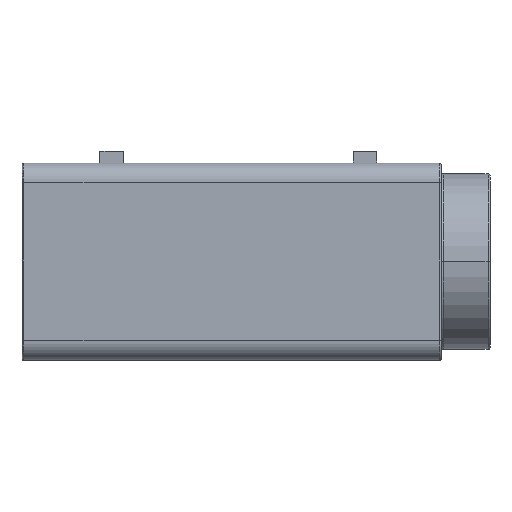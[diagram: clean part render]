
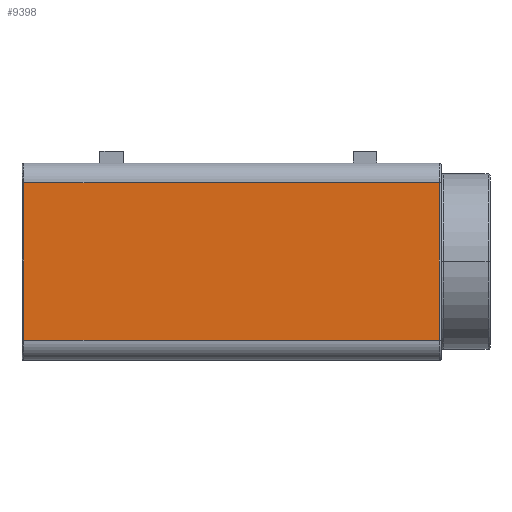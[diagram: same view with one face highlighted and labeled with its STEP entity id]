
A CAD part, top view. The second image highlights one B-rep face of the part: STEP entity #9398.
In plain terms, the highlighted planar face has unit normal (0, 0, 1).
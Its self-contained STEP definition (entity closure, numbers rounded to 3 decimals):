
#254 = VERTEX_POINT ( 'NONE', #3883 ) ;
#435 = LINE ( 'NONE', #3596, #4432 ) ;
#906 = ORIENTED_EDGE ( 'NONE', *, *, #9141, .T. ) ;
#1032 = ORIENTED_EDGE ( 'NONE', *, *, #7207, .T. ) ;
#1548 = DIRECTION ( 'NONE',  ( 1., 0., 0. ) ) ;
#1676 = EDGE_CURVE ( 'NONE', #2205, #12707, #12181, .T. ) ;
#2205 = VERTEX_POINT ( 'NONE', #8573 ) ;
#2359 = ORIENTED_EDGE ( 'NONE', *, *, #1676, .T. ) ;
#2517 = CARTESIAN_POINT ( 'NONE',  ( 0., 0., 12.7 ) ) ;
#2599 = CARTESIAN_POINT ( 'NONE',  ( 10.75, -4.05, 12.7 ) ) ;
#2919 = EDGE_CURVE ( 'NONE', #13188, #2205, #7089, .T. ) ;
#3104 = VECTOR ( 'NONE', #9084, 1000. ) ;
#3437 = DIRECTION ( 'NONE',  ( 1., 0., 0. ) ) ;
#3596 = CARTESIAN_POINT ( 'NONE',  ( -10.65, -4.05, 12.7 ) ) ;
#3883 = CARTESIAN_POINT ( 'NONE',  ( -10.65, 4.05, 12.7 ) ) ;
#4432 = VECTOR ( 'NONE', #5484, 1000. ) ;
#5074 = EDGE_LOOP ( 'NONE', ( #1032, #906, #5158, #2359 ) ) ;
#5158 = ORIENTED_EDGE ( 'NONE', *, *, #2919, .T. ) ;
#5456 = VECTOR ( 'NONE', #13507, 1000. ) ;
#5484 = DIRECTION ( 'NONE',  ( 0., -1., 0. ) ) ;
#5623 = PLANE ( 'NONE',  #7140 ) ;
#6806 = DIRECTION ( 'NONE',  ( 0., 0., 1. ) ) ;
#6910 = CARTESIAN_POINT ( 'NONE',  ( 10.65, 4.05, 12.7 ) ) ;
#7089 = LINE ( 'NONE', #2599, #8012 ) ;
#7140 = AXIS2_PLACEMENT_3D ( 'NONE', #2517, #6806, #3437 ) ;
#7207 = EDGE_CURVE ( 'NONE', #12707, #254, #11383, .T. ) ;
#8012 = VECTOR ( 'NONE', #1548, 1000. ) ;
#8466 = CARTESIAN_POINT ( 'NONE',  ( -10.65, -4.05, 12.7 ) ) ;
#8573 = CARTESIAN_POINT ( 'NONE',  ( 10.65, -4.05, 12.7 ) ) ;
#9084 = DIRECTION ( 'NONE',  ( 0., 1., 0. ) ) ;
#9122 = CARTESIAN_POINT ( 'NONE',  ( -10.75, 4.05, 12.7 ) ) ;
#9141 = EDGE_CURVE ( 'NONE', #254, #13188, #435, .T. ) ;
#9398 = ADVANCED_FACE ( 'NONE', ( #11801 ), #5623, .T. ) ;
#11383 = LINE ( 'NONE', #9122, #5456 ) ;
#11801 = FACE_OUTER_BOUND ( 'NONE', #5074, .T. ) ;
#12117 = CARTESIAN_POINT ( 'NONE',  ( 10.65, 4.05, 12.7 ) ) ;
#12181 = LINE ( 'NONE', #6910, #3104 ) ;
#12707 = VERTEX_POINT ( 'NONE', #12117 ) ;
#13188 = VERTEX_POINT ( 'NONE', #8466 ) ;
#13507 = DIRECTION ( 'NONE',  ( -1., 0., 0. ) ) ;
